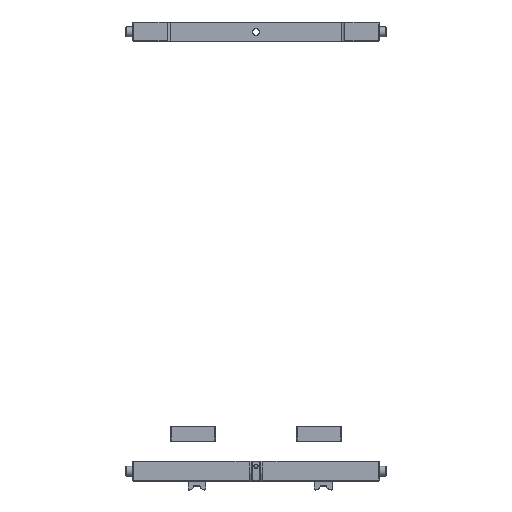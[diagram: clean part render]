
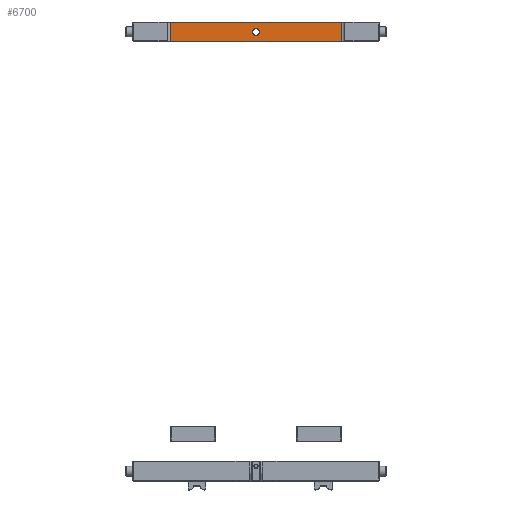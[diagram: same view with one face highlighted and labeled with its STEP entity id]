
A CAD part, top view. The second image highlights one B-rep face of the part: STEP entity #6700.
In plain terms, the highlighted planar face has unit normal (0, 0, 1).
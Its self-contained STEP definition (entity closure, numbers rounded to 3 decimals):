
#262=LINE('',#10161,#743);
#268=LINE('',#10177,#749);
#270=LINE('',#10182,#751);
#271=LINE('',#10183,#752);
#743=VECTOR('',#8151,10.);
#749=VECTOR('',#8163,10.);
#751=VECTOR('',#8169,10.);
#752=VECTOR('',#8170,10.);
#1186=PLANE('',#7200);
#1389=FACE_BOUND('',#2121,.T.);
#1658=FACE_OUTER_BOUND('',#2120,.T.);
#2120=EDGE_LOOP('',(#4699,#4700,#4701,#4702));
#2121=EDGE_LOOP('',(#4703));
#2745=CIRCLE('',#7201,3.324);
#3114=VERTEX_POINT('',#10154);
#3117=VERTEX_POINT('',#10159);
#3123=VERTEX_POINT('',#10174);
#3124=VERTEX_POINT('',#10176);
#3126=VERTEX_POINT('',#10184);
#3749=EDGE_CURVE('',#3117,#3114,#262,.T.);
#3756=EDGE_CURVE('',#3123,#3124,#268,.T.);
#3759=EDGE_CURVE('',#3124,#3117,#270,.T.);
#3760=EDGE_CURVE('',#3114,#3123,#271,.T.);
#3761=EDGE_CURVE('',#3126,#3126,#2745,.T.);
#4699=ORIENTED_EDGE('',*,*,#3749,.F.);
#4700=ORIENTED_EDGE('',*,*,#3759,.F.);
#4701=ORIENTED_EDGE('',*,*,#3756,.F.);
#4702=ORIENTED_EDGE('',*,*,#3760,.F.);
#4703=ORIENTED_EDGE('',*,*,#3761,.T.);
#6700=ADVANCED_FACE('',(#1658,#1389),#1186,.F.);
#7200=AXIS2_PLACEMENT_3D('',#10181,#8167,#8168);
#7201=AXIS2_PLACEMENT_3D('',#10185,#8171,#8172);
#8151=DIRECTION('',(0.,-1.,0.));
#8163=DIRECTION('',(0.,1.,0.));
#8167=DIRECTION('center_axis',(0.,0.,
-1.));
#8168=DIRECTION('ref_axis',(-1.,0.,0.));
#8169=DIRECTION('',(1.,0.,0.));
#8170=DIRECTION('',(-1.,0.,0.));
#8171=DIRECTION('center_axis',(0.,0.,
-1.));
#8172=DIRECTION('ref_axis',(-1.,0.,0.));
#10154=CARTESIAN_POINT('',(80.169,214.527,-17.48));
#10159=CARTESIAN_POINT('',(80.169,234.527,-17.48));
#10161=CARTESIAN_POINT('',(80.169,214.527,-17.48));
#10174=CARTESIAN_POINT('',(-93.831,214.527,-17.48));
#10176=CARTESIAN_POINT('',(-93.831,234.527,-17.48));
#10177=CARTESIAN_POINT('',(-93.831,214.527,-17.48));
#10181=CARTESIAN_POINT('Origin',(-36.831,214.527,-17.48));
#10182=CARTESIAN_POINT('',(-84.331,234.527,-17.48));
#10183=CARTESIAN_POINT('',(40.669,214.527,-17.48));
#10184=CARTESIAN_POINT('',(-3.507,224.527,-17.48));
#10185=CARTESIAN_POINT('Origin',(-6.831,224.527,-17.48));
